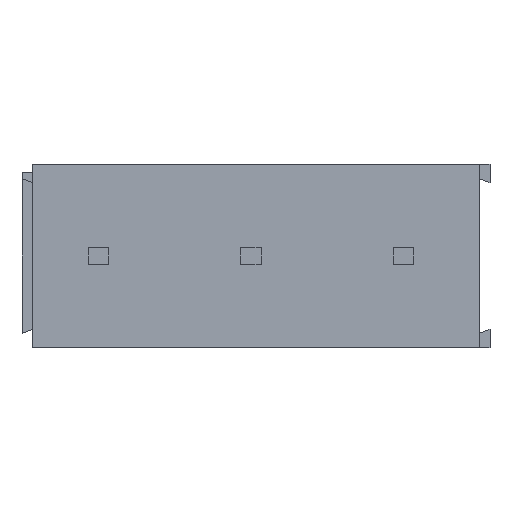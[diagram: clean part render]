
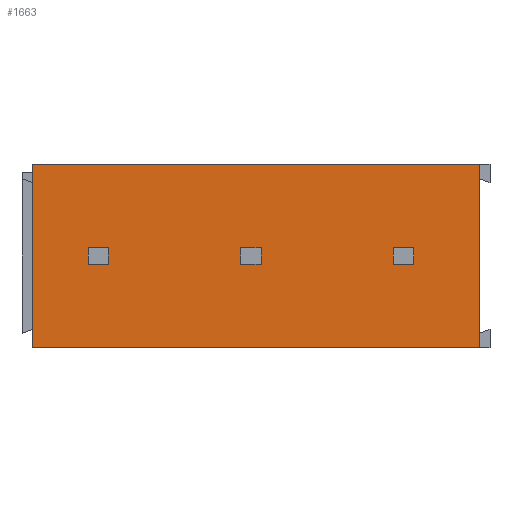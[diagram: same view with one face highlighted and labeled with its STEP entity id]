
A CAD part, front view. The second image highlights one B-rep face of the part: STEP entity #1663.
In plain terms, the highlighted planar face has unit normal (0, -1, 0).
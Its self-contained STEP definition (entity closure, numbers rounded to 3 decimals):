
#282=DIRECTION('',(0.,0.,-1.));
#283=VECTOR('',#282,9.);
#284=CARTESIAN_POINT('',(-10.75,-7.7,0.));
#285=LINE('',#284,#283);
#286=DIRECTION('',(-1.,0.,0.));
#287=VECTOR('',#286,22.);
#288=CARTESIAN_POINT('',(11.25,-7.7,0.));
#289=LINE('',#288,#287);
#290=DIRECTION('',(0.,0.,1.));
#291=VECTOR('',#290,9.);
#292=CARTESIAN_POINT('',(11.25,-7.7,-9.));
#293=LINE('',#292,#291);
#294=DIRECTION('',(1.,0.,0.));
#295=VECTOR('',#294,22.);
#296=CARTESIAN_POINT('',(-10.75,-7.7,-9.));
#297=LINE('',#296,#295);
#762=DIRECTION('',(1.,0.,0.));
#763=VECTOR('',#762,1.);
#764=CARTESIAN_POINT('',(7.,-7.7,-4.1));
#765=LINE('',#764,#763);
#778=DIRECTION('',(0.,0.,-1.));
#779=VECTOR('',#778,0.8);
#780=CARTESIAN_POINT('',(8.,-7.7,-4.1));
#781=LINE('',#780,#779);
#782=DIRECTION('',(1.,0.,0.));
#783=VECTOR('',#782,1.);
#784=CARTESIAN_POINT('',(7.,-7.7,-4.9));
#785=LINE('',#784,#783);
#798=DIRECTION('',(0.,0.,-1.));
#799=VECTOR('',#798,0.8);
#800=CARTESIAN_POINT('',(7.,-7.7,-4.1));
#801=LINE('',#800,#799);
#810=DIRECTION('',(1.,0.,0.));
#811=VECTOR('',#810,1.);
#812=CARTESIAN_POINT('',(-0.5,-7.7,-4.1));
#813=LINE('',#812,#811);
#826=DIRECTION('',(0.,0.,-1.));
#827=VECTOR('',#826,0.8);
#828=CARTESIAN_POINT('',(0.5,-7.7,-4.1));
#829=LINE('',#828,#827);
#830=DIRECTION('',(1.,0.,0.));
#831=VECTOR('',#830,1.);
#832=CARTESIAN_POINT('',(-0.5,-7.7,-4.9));
#833=LINE('',#832,#831);
#846=DIRECTION('',(0.,0.,-1.));
#847=VECTOR('',#846,0.8);
#848=CARTESIAN_POINT('',(-0.5,-7.7,-4.1));
#849=LINE('',#848,#847);
#858=DIRECTION('',(1.,0.,0.));
#859=VECTOR('',#858,1.);
#860=CARTESIAN_POINT('',(-8.,-7.7,-4.1));
#861=LINE('',#860,#859);
#874=DIRECTION('',(0.,0.,-1.));
#875=VECTOR('',#874,0.8);
#876=CARTESIAN_POINT('',(-7.,-7.7,-4.1));
#877=LINE('',#876,#875);
#878=DIRECTION('',(1.,0.,0.));
#879=VECTOR('',#878,1.);
#880=CARTESIAN_POINT('',(-8.,-7.7,-4.9));
#881=LINE('',#880,#879);
#894=DIRECTION('',(0.,0.,-1.));
#895=VECTOR('',#894,0.8);
#896=CARTESIAN_POINT('',(-8.,-7.7,-4.1));
#897=LINE('',#896,#895);
#1160=CARTESIAN_POINT('',(-10.75,-7.7,0.));
#1161=CARTESIAN_POINT('',(-10.75,-7.7,-9.));
#1162=VERTEX_POINT('',#1160);
#1163=VERTEX_POINT('',#1161);
#1164=CARTESIAN_POINT('',(11.25,-7.7,-9.));
#1165=VERTEX_POINT('',#1164);
#1166=CARTESIAN_POINT('',(11.25,-7.7,0.));
#1167=VERTEX_POINT('',#1166);
#1180=CARTESIAN_POINT('',(7.,-7.7,-4.1));
#1181=CARTESIAN_POINT('',(8.,-7.7,-4.1));
#1182=VERTEX_POINT('',#1180);
#1183=VERTEX_POINT('',#1181);
#1184=CARTESIAN_POINT('',(7.,-7.7,-4.9));
#1185=CARTESIAN_POINT('',(8.,-7.7,-4.9));
#1186=VERTEX_POINT('',#1184);
#1187=VERTEX_POINT('',#1185);
#1188=CARTESIAN_POINT('',(-0.5,-7.7,-4.1));
#1189=CARTESIAN_POINT('',(0.5,-7.7,-4.1));
#1190=VERTEX_POINT('',#1188);
#1191=VERTEX_POINT('',#1189);
#1192=CARTESIAN_POINT('',(-0.5,-7.7,-4.9));
#1193=CARTESIAN_POINT('',(0.5,-7.7,-4.9));
#1194=VERTEX_POINT('',#1192);
#1195=VERTEX_POINT('',#1193);
#1196=CARTESIAN_POINT('',(-8.,-7.7,-4.1));
#1197=CARTESIAN_POINT('',(-7.,-7.7,-4.1));
#1198=VERTEX_POINT('',#1196);
#1199=VERTEX_POINT('',#1197);
#1200=CARTESIAN_POINT('',(-8.,-7.7,-4.9));
#1201=CARTESIAN_POINT('',(-7.,-7.7,-4.9));
#1202=VERTEX_POINT('',#1200);
#1203=VERTEX_POINT('',#1201);
#1620=CARTESIAN_POINT('',(-11.25,-7.7,0.));
#1621=DIRECTION('',(0.,-1.,0.));
#1622=DIRECTION('',(1.,0.,0.));
#1623=AXIS2_PLACEMENT_3D('',#1620,#1621,#1622);
#1624=PLANE('',#1623);
#1625=ORIENTED_EDGE('',*,*,#1259,.F.);
#1627=ORIENTED_EDGE('',*,*,#1626,.F.);
#1629=ORIENTED_EDGE('',*,*,#1628,.F.);
#1630=ORIENTED_EDGE('',*,*,#1609,.F.);
#1631=EDGE_LOOP('',(#1625,#1627,#1629,#1630));
#1632=FACE_OUTER_BOUND('',#1631,.F.);
#1634=ORIENTED_EDGE('',*,*,#1633,.F.);
#1636=ORIENTED_EDGE('',*,*,#1635,.T.);
#1638=ORIENTED_EDGE('',*,*,#1637,.T.);
#1640=ORIENTED_EDGE('',*,*,#1639,.F.);
#1641=EDGE_LOOP('',(#1634,#1636,#1638,#1640));
#1642=FACE_BOUND('',#1641,.F.);
#1644=ORIENTED_EDGE('',*,*,#1643,.F.);
#1646=ORIENTED_EDGE('',*,*,#1645,.T.);
#1648=ORIENTED_EDGE('',*,*,#1647,.T.);
#1650=ORIENTED_EDGE('',*,*,#1649,.F.);
#1651=EDGE_LOOP('',(#1644,#1646,#1648,#1650));
#1652=FACE_BOUND('',#1651,.F.);
#1654=ORIENTED_EDGE('',*,*,#1653,.F.);
#1656=ORIENTED_EDGE('',*,*,#1655,.T.);
#1658=ORIENTED_EDGE('',*,*,#1657,.T.);
#1660=ORIENTED_EDGE('',*,*,#1659,.F.);
#1661=EDGE_LOOP('',(#1654,#1656,#1658,#1660));
#1662=FACE_BOUND('',#1661,.F.);
#1259=EDGE_CURVE('',#1162,#1163,#285,.T.);
#1609=EDGE_CURVE('',#1163,#1165,#297,.T.);
#1626=EDGE_CURVE('',#1167,#1162,#289,.T.);
#1628=EDGE_CURVE('',#1165,#1167,#293,.T.);
#1633=EDGE_CURVE('',#1182,#1183,#765,.T.);
#1635=EDGE_CURVE('',#1182,#1186,#801,.T.);
#1637=EDGE_CURVE('',#1186,#1187,#785,.T.);
#1639=EDGE_CURVE('',#1183,#1187,#781,.T.);
#1643=EDGE_CURVE('',#1190,#1191,#813,.T.);
#1645=EDGE_CURVE('',#1190,#1194,#849,.T.);
#1647=EDGE_CURVE('',#1194,#1195,#833,.T.);
#1649=EDGE_CURVE('',#1191,#1195,#829,.T.);
#1653=EDGE_CURVE('',#1198,#1199,#861,.T.);
#1655=EDGE_CURVE('',#1198,#1202,#897,.T.);
#1657=EDGE_CURVE('',#1202,#1203,#881,.T.);
#1659=EDGE_CURVE('',#1199,#1203,#877,.T.);
#1663=ADVANCED_FACE('',(#1632,#1642,#1652,#1662),#1624,.T.);
